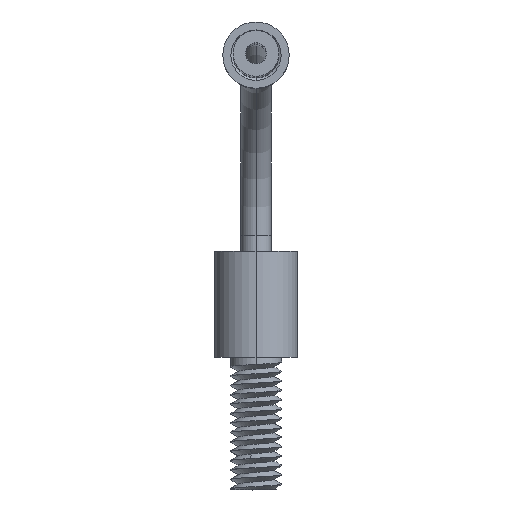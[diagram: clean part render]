
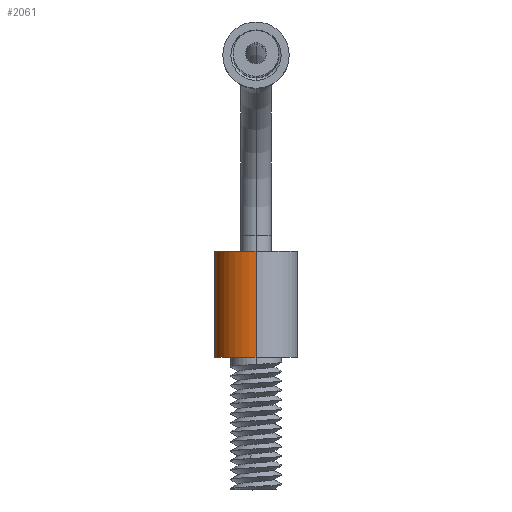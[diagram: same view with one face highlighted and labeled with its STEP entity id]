
A CAD part, top view. The second image highlights one B-rep face of the part: STEP entity #2061.
In plain terms, the highlighted cylindrical face has radius 1.994 mm (diameter 3.988 mm), a partial arc.
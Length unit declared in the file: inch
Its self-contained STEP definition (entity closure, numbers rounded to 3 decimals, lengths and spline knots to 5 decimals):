
#1=CARTESIAN_POINT('',(0.,0.,0.25152));
#2=DIRECTION('',(0.,0.,1.));
#3=DIRECTION('',(0.,1.,0.));
#4=AXIS2_PLACEMENT_3D('',#1,#2,#3);
#11=CARTESIAN_POINT('',(0.,0.,0.05152));
#12=DIRECTION('',(0.,0.,1.));
#13=DIRECTION('',(0.,1.,0.));
#14=AXIS2_PLACEMENT_3D('',#11,#12,#13);
#16=DIRECTION('',(0.,0.,1.));
#17=VECTOR('',#16,0.2);
#18=CARTESIAN_POINT('',(0.,0.0785,0.05152));
#19=LINE('',#18,#17);
#25=DIRECTION('',(0.,0.,1.));
#26=VECTOR('',#25,0.2);
#27=CARTESIAN_POINT('',(0.,-0.0785,0.05152));
#28=LINE('',#27,#26);
#1938=CARTESIAN_POINT('',(0.,0.0785,0.05152));
#1939=CARTESIAN_POINT('',(0.,0.0785,0.25152));
#1940=VERTEX_POINT('',#1938);
#1941=VERTEX_POINT('',#1939);
#1950=CARTESIAN_POINT('',(0.,-0.0785,0.05152));
#1951=CARTESIAN_POINT('',(0.,-0.0785,0.25152));
#1952=VERTEX_POINT('',#1950);
#1953=VERTEX_POINT('',#1951);
#2047=CARTESIAN_POINT('',(0.,0.,-0.22098));
#2048=DIRECTION('',(0.,0.,1.));
#2049=DIRECTION('',(0.,1.,0.));
#2050=AXIS2_PLACEMENT_3D('',#2047,#2048,#2049);
#2051=CYLINDRICAL_SURFACE('',#2050,0.0785);
#2053=ORIENTED_EDGE('',*,*,#2052,.T.);
#2054=ORIENTED_EDGE('',*,*,#2034,.T.);
#2056=ORIENTED_EDGE('',*,*,#2055,.F.);
#2058=ORIENTED_EDGE('',*,*,#2057,.F.);
#2059=EDGE_LOOP('',(#2053,#2054,#2056,#2058));
#2060=FACE_OUTER_BOUND('',#2059,.F.);
#2061=ADVANCED_FACE('',(#2060),#2051,.T.);
#5=CIRCLE('',#4,0.0785);
#15=CIRCLE('',#14,0.0785);
#2034=EDGE_CURVE('',#1941,#1953,#5,.T.);
#2052=EDGE_CURVE('',#1940,#1941,#19,.T.);
#2055=EDGE_CURVE('',#1952,#1953,#28,.T.);
#2057=EDGE_CURVE('',#1940,#1952,#15,.T.);
